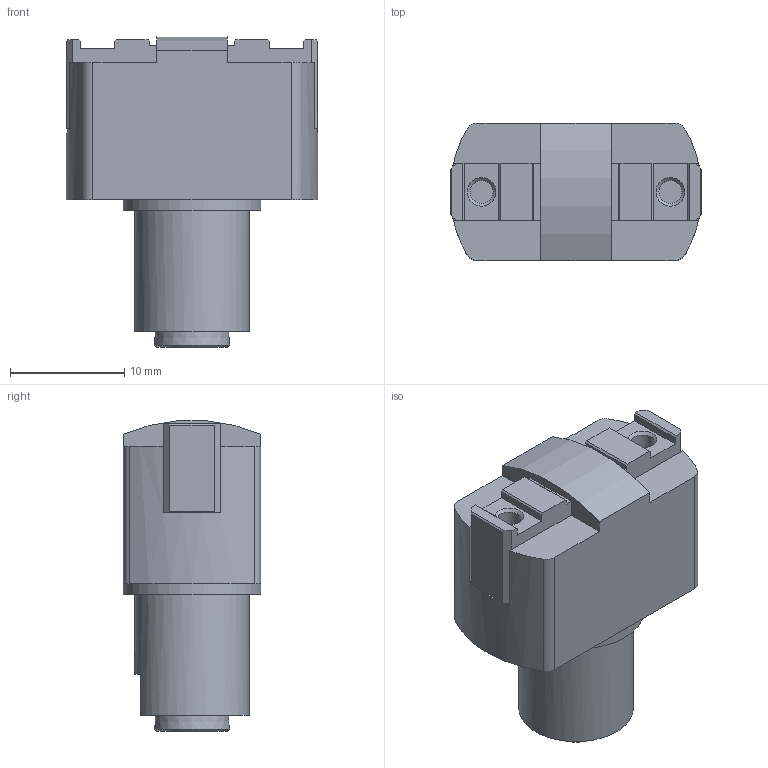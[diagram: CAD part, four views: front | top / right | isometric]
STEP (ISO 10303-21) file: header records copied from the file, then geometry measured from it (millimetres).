
FILE_DESCRIPTION(/* description */ ('STEP AP214'),/* implementation_level */ '2;1');
FILE_NAME(/* name */ '197563_HGPM-08-EZ-G8',/* time_stamp */ '2024-08-29T06:23:06+02:00',/* author */ ('License CC BY-ND 4.0'),/* organization */ ('CADENAS'),/* preprocessor_version */ 'ST-DEVELOPER v19.3',/* originating_system */ 'PARTsolutions',/* authorisation */ ' ');
FILE_SCHEMA (('AUTOMOTIVE_DESIGN {1 0 10303 214 3 1 1}'));
Length unit declared in the file: millimetre
Products named in the file (3): 197563 HGPM-08-EZ-G8---(0_geschlossen); 197563 HGPM-08-EZ-G8---(ZYL_0_geschlossen); 1975xx HGPM-08-EO-G6---(JAW)
Assembly tree (3 placements, depth 2):
  197563 HGPM-08-EZ-G8---(0_geschlossen)
    197563 HGPM-08-EZ-G8---(ZYL_0_geschlossen)
    1975xx HGPM-08-EO-G6---(JAW)  x2
Bounding box: 22 x 12 x 27.15 mm (x, y, z)
Volume: 4160.7 mm3; surface area: 2805.7 mm2
Topology: 3 solids, 3 shells, 109 faces, 283 edges, 186 vertices
Faces by surface type: plane 89, cylinder 12, cone 8
Full cylindrical faces by diameter (mm): 2.013 x2, 2.459 x1, 10 x1, 12 x1
Entity records: 2727 total; most frequent: CARTESIAN_POINT 404, DIRECTION 390, ORIENTED_EDGE 380, EDGE_CURVE 190, LINE 156, VECTOR 156, VERTEX_POINT 131, AXIS2_PLACEMENT_3D 117
